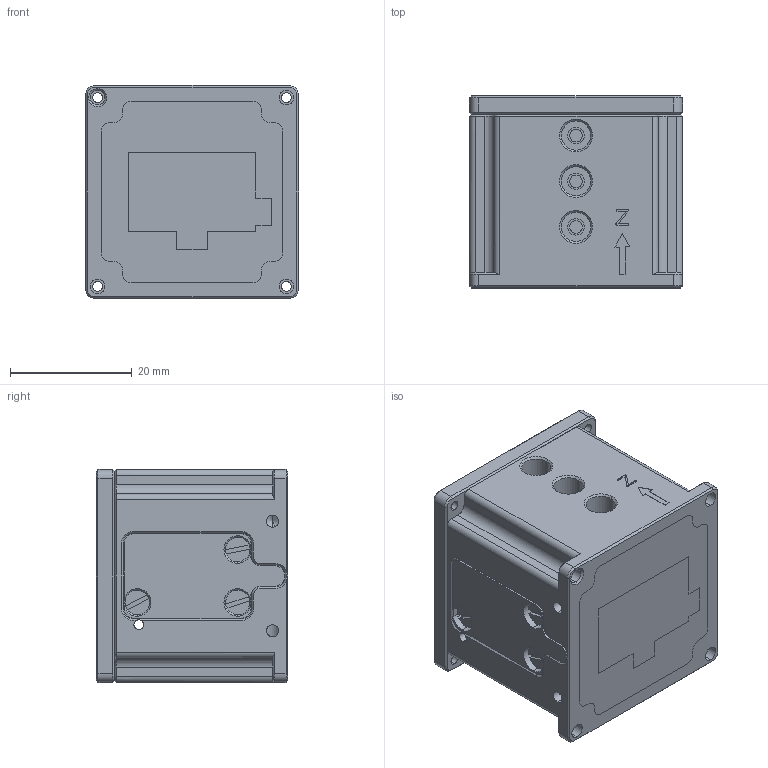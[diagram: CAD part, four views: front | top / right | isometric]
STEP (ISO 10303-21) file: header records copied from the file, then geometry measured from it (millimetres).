
FILE_DESCRIPTION (( 'STEP AP214' ), '1' );
FILE_NAME ('LS35z.Lab.R - web.STEP', '2022-05-21T06:42:16', ( '' ), ( '' ), 'SwSTEP 2.0', 'SolidWorks 2020', '' );
FILE_SCHEMA (( 'AUTOMOTIVE_DESIGN' ));
Length unit declared in the file: millimetre
Products named in the file (1): LS35z.Lab.R - web
Bounding box: 35 x 31.5 x 35 mm (x, y, z)
Volume: 30805.9 mm3; surface area: 19525.1 mm2
Topology: 9 solids, 9 shells, 1576 faces, 4293 edges, 2800 vertices
Faces by surface type: bspline 771, plane 486, cylinder 199, cone 120
Entity records: 75483 total; most frequent: CARTESIAN_POINT 23061, ORIENTED_EDGE 8566, DIRECTION 4847, EDGE_CURVE 4283, VERTEX_POINT 2800, LINE 2203, VECTOR 2203, EDGE_LOOP 1749
